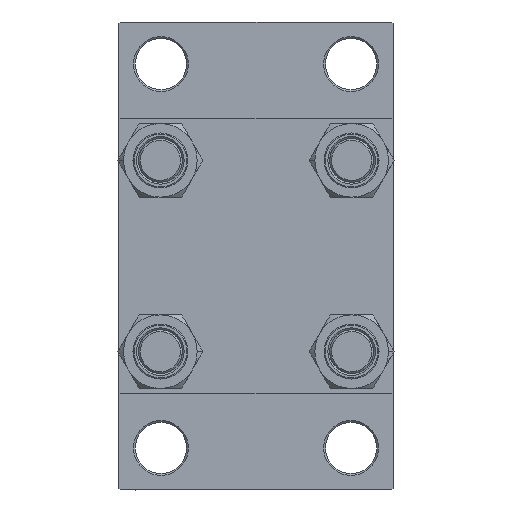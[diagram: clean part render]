
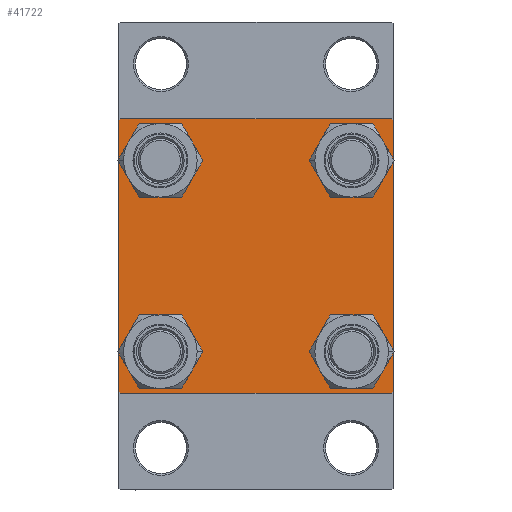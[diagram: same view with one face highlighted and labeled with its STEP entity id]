
A CAD part, left-side view. The second image highlights one B-rep face of the part: STEP entity #41722.
In plain terms, the highlighted planar face has unit normal (-1, 0, 0).
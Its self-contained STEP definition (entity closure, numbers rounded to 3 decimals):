
#168 = LINE ( 'NONE', #8036, #5986 ) ;
#288 = CARTESIAN_POINT ( 'NONE',  ( 0., 37., 37.5 ) ) ;
#344 = CARTESIAN_POINT ( 'NONE',  ( 0., 37.5, -37. ) ) ;
#683 = EDGE_CURVE ( 'NONE', #44211, #47147, #8633, .T. ) ;
#1672 = CIRCLE ( 'NONE', #16318, 6.5 ) ;
#1689 = ORIENTED_EDGE ( 'NONE', *, *, #683, .T. ) ;
#1795 = ORIENTED_EDGE ( 'NONE', *, *, #48663, .T. ) ;
#2783 = CARTESIAN_POINT ( 'NONE',  ( 0., -37., 37.5 ) ) ;
#3372 = CARTESIAN_POINT ( 'NONE',  ( 0., 37.25, -37.25 ) ) ;
#4116 = ORIENTED_EDGE ( 'NONE', *, *, #26763, .T. ) ;
#4207 = DIRECTION ( 'NONE',  ( 1., 0., 0. ) ) ;
#4367 = EDGE_CURVE ( 'NONE', #24946, #6101, #23764, .T. ) ;
#5986 = VECTOR ( 'NONE', #27359, 1000. ) ;
#6101 = VERTEX_POINT ( 'NONE', #47938 ) ;
#6107 = DIRECTION ( 'NONE',  ( 0., -1., 0. ) ) ;
#6173 = VERTEX_POINT ( 'NONE', #49887 ) ;
#6407 = DIRECTION ( 'NONE',  ( 0., 0., -1. ) ) ;
#6556 = VERTEX_POINT ( 'NONE', #31296 ) ;
#6682 = ORIENTED_EDGE ( 'NONE', *, *, #20932, .F. ) ;
#6698 = DIRECTION ( 'NONE',  ( 0., 0.707, 0.707 ) ) ;
#6895 = CARTESIAN_POINT ( 'NONE',  ( 0., -26.15, 26.15 ) ) ;
#7444 = CARTESIAN_POINT ( 'NONE',  ( 0., -26.15, -26.15 ) ) ;
#7487 = CIRCLE ( 'NONE', #9101, 6.5 ) ;
#7794 = DIRECTION ( 'NONE',  ( 1., 0., 0. ) ) ;
#7886 = LINE ( 'NONE', #8137, #32611 ) ;
#8036 = CARTESIAN_POINT ( 'NONE',  ( 0., -37.25, -37.25 ) ) ;
#8050 = VERTEX_POINT ( 'NONE', #17500 ) ;
#8137 = CARTESIAN_POINT ( 'NONE',  ( 0., 37.5, 37.5 ) ) ;
#8633 = LINE ( 'NONE', #42915, #20365 ) ;
#9070 = DIRECTION ( 'NONE',  ( 0., 0., 1. ) ) ;
#9101 = AXIS2_PLACEMENT_3D ( 'NONE', #20599, #31774, #27715 ) ;
#9419 = LINE ( 'NONE', #25191, #31538 ) ;
#9679 = VERTEX_POINT ( 'NONE', #22545 ) ;
#10259 = ORIENTED_EDGE ( 'NONE', *, *, #4367, .T. ) ;
#11129 = FACE_BOUND ( 'NONE', #14209, .T. ) ;
#11298 = CIRCLE ( 'NONE', #30782, 6.5 ) ;
#12081 = CARTESIAN_POINT ( 'NONE',  ( 0., 26.15, -26.15 ) ) ;
#12133 = DIRECTION ( 'NONE',  ( 1., 0., 0. ) ) ;
#12510 = ORIENTED_EDGE ( 'NONE', *, *, #14504, .T. ) ;
#12639 = CIRCLE ( 'NONE', #19164, 6.5 ) ;
#13252 = VERTEX_POINT ( 'NONE', #2783 ) ;
#14209 = EDGE_LOOP ( 'NONE', ( #42553, #1795 ) ) ;
#14334 = EDGE_CURVE ( 'NONE', #33659, #44202, #24365, .T. ) ;
#14504 = EDGE_CURVE ( 'NONE', #47147, #42976, #34007, .T. ) ;
#14700 = CARTESIAN_POINT ( 'NONE',  ( 0., 0., 0. ) ) ;
#15157 = EDGE_CURVE ( 'NONE', #27805, #9679, #11298, .T. ) ;
#16318 = AXIS2_PLACEMENT_3D ( 'NONE', #7444, #22704, #46025 ) ;
#17025 = ORIENTED_EDGE ( 'NONE', *, *, #34956, .T. ) ;
#17115 = LINE ( 'NONE', #17871, #50237 ) ;
#17500 = CARTESIAN_POINT ( 'NONE',  ( 0., -37.5, 37. ) ) ;
#17871 = CARTESIAN_POINT ( 'NONE',  ( 0., -37.5, 37.5 ) ) ;
#18414 = EDGE_CURVE ( 'NONE', #6556, #29504, #1672, .T. ) ;
#18518 = FACE_BOUND ( 'NONE', #38993, .T. ) ;
#18847 = DIRECTION ( 'NONE',  ( 0., -1., 0. ) ) ;
#19164 = AXIS2_PLACEMENT_3D ( 'NONE', #12081, #4207, #27596 ) ;
#20365 = VECTOR ( 'NONE', #24147, 1000. ) ;
#20599 = CARTESIAN_POINT ( 'NONE',  ( 0., 26.15, 26.15 ) ) ;
#20932 = EDGE_CURVE ( 'NONE', #44211, #13252, #7886, .T. ) ;
#21220 = EDGE_CURVE ( 'NONE', #29504, #6556, #25331, .T. ) ;
#21832 = CARTESIAN_POINT ( 'NONE',  ( 0., 26.15, 26.15 ) ) ;
#21973 = VECTOR ( 'NONE', #49479, 1000. ) ;
#22128 = EDGE_CURVE ( 'NONE', #44202, #33659, #7487, .T. ) ;
#22545 = CARTESIAN_POINT ( 'NONE',  ( 0., -26.15, 19.65 ) ) ;
#22704 = DIRECTION ( 'NONE',  ( 1., 0., 0. ) ) ;
#22790 = CARTESIAN_POINT ( 'NONE',  ( 0., -26.15, -26.15 ) ) ;
#23092 = FACE_BOUND ( 'NONE', #24825, .T. ) ;
#23223 = VECTOR ( 'NONE', #6698, 1000. ) ;
#23280 = ORIENTED_EDGE ( 'NONE', *, *, #25980, .T. ) ;
#23764 = CIRCLE ( 'NONE', #25340, 6.5 ) ;
#23808 = DIRECTION ( 'NONE',  ( 0., 0., 1. ) ) ;
#24147 = DIRECTION ( 'NONE',  ( 0., 0.707, -0.707 ) ) ;
#24365 = CIRCLE ( 'NONE', #26009, 6.5 ) ;
#24825 = EDGE_LOOP ( 'NONE', ( #4116, #10259 ) ) ;
#24946 = VERTEX_POINT ( 'NONE', #30930 ) ;
#25008 = VECTOR ( 'NONE', #34626, 1000. ) ;
#25191 = CARTESIAN_POINT ( 'NONE',  ( 0., 37.5, -37.5 ) ) ;
#25331 = CIRCLE ( 'NONE', #42315, 6.5 ) ;
#25340 = AXIS2_PLACEMENT_3D ( 'NONE', #27115, #7794, #23808 ) ;
#25531 = CARTESIAN_POINT ( 'NONE',  ( 0., -37.25, 37.25 ) ) ;
#25980 = EDGE_CURVE ( 'NONE', #8050, #13252, #48854, .T. ) ;
#26009 = AXIS2_PLACEMENT_3D ( 'NONE', #21832, #48727, #36561 ) ;
#26593 = DIRECTION ( 'NONE',  ( 0., 0., 1. ) ) ;
#26656 = CARTESIAN_POINT ( 'NONE',  ( 0., 37., -37.5 ) ) ;
#26763 = EDGE_CURVE ( 'NONE', #6101, #24946, #12639, .T. ) ;
#27115 = CARTESIAN_POINT ( 'NONE',  ( 0., 26.15, -26.15 ) ) ;
#27359 = DIRECTION ( 'NONE',  ( 0., -0.707, 0.707 ) ) ;
#27596 = DIRECTION ( 'NONE',  ( 0., 0., 1. ) ) ;
#27715 = DIRECTION ( 'NONE',  ( 0., 0., 1. ) ) ;
#27805 = VERTEX_POINT ( 'NONE', #36967 ) ;
#28139 = CARTESIAN_POINT ( 'NONE',  ( 0., -26.15, 26.15 ) ) ;
#29504 = VERTEX_POINT ( 'NONE', #34387 ) ;
#30033 = DIRECTION ( 'NONE',  ( 0., 0., 1. ) ) ;
#30156 = DIRECTION ( 'NONE',  ( 1., 0., 0. ) ) ;
#30199 = DIRECTION ( 'NONE',  ( -1., 0., 0. ) ) ;
#30339 = VERTEX_POINT ( 'NONE', #26656 ) ;
#30539 = DIRECTION ( 'NONE',  ( 1., 0., 0. ) ) ;
#30569 = EDGE_LOOP ( 'NONE', ( #45774, #35128 ) ) ;
#30782 = AXIS2_PLACEMENT_3D ( 'NONE', #6895, #30539, #30033 ) ;
#30930 = CARTESIAN_POINT ( 'NONE',  ( 0., 26.15, -32.65 ) ) ;
#30958 = PLANE ( 'NONE',  #38108 ) ;
#31296 = CARTESIAN_POINT ( 'NONE',  ( 0., -26.15, -19.65 ) ) ;
#31538 = VECTOR ( 'NONE', #6107, 1000. ) ;
#31774 = DIRECTION ( 'NONE',  ( 1., 0., 0. ) ) ;
#32611 = VECTOR ( 'NONE', #18847, 1000. ) ;
#33142 = CIRCLE ( 'NONE', #35571, 6.5 ) ;
#33659 = VERTEX_POINT ( 'NONE', #39298 ) ;
#33989 = FACE_BOUND ( 'NONE', #30569, .T. ) ;
#34007 = LINE ( 'NONE', #46421, #21973 ) ;
#34387 = CARTESIAN_POINT ( 'NONE',  ( 0., -26.15, -32.65 ) ) ;
#34626 = DIRECTION ( 'NONE',  ( 0., -0.707, -0.707 ) ) ;
#34956 = EDGE_CURVE ( 'NONE', #42976, #30339, #37937, .T. ) ;
#35128 = ORIENTED_EDGE ( 'NONE', *, *, #21220, .T. ) ;
#35245 = EDGE_CURVE ( 'NONE', #30339, #43333, #9419, .T. ) ;
#35357 = ORIENTED_EDGE ( 'NONE', *, *, #37450, .T. ) ;
#35571 = AXIS2_PLACEMENT_3D ( 'NONE', #28139, #12133, #9070 ) ;
#36561 = DIRECTION ( 'NONE',  ( 0., 0., 1. ) ) ;
#36967 = CARTESIAN_POINT ( 'NONE',  ( 0., -26.15, 32.65 ) ) ;
#37450 = EDGE_CURVE ( 'NONE', #43333, #6173, #168, .T. ) ;
#37937 = LINE ( 'NONE', #3372, #25008 ) ;
#38108 = AXIS2_PLACEMENT_3D ( 'NONE', #14700, #30199, #38562 ) ;
#38562 = DIRECTION ( 'NONE',  ( 0., 0., 1. ) ) ;
#38685 = ORIENTED_EDGE ( 'NONE', *, *, #35245, .T. ) ;
#38806 = FACE_OUTER_BOUND ( 'NONE', #40593, .T. ) ;
#38895 = CARTESIAN_POINT ( 'NONE',  ( 0., 26.15, 32.65 ) ) ;
#38993 = EDGE_LOOP ( 'NONE', ( #49669, #39684 ) ) ;
#39298 = CARTESIAN_POINT ( 'NONE',  ( 0., 26.15, 19.65 ) ) ;
#39684 = ORIENTED_EDGE ( 'NONE', *, *, #14334, .T. ) ;
#40593 = EDGE_LOOP ( 'NONE', ( #12510, #17025, #38685, #35357, #48788, #23280, #6682, #1689 ) ) ;
#41722 = ADVANCED_FACE ( 'NONE', ( #11129, #33989, #23092, #18518, #38806 ), #30958, .T. ) ;
#42315 = AXIS2_PLACEMENT_3D ( 'NONE', #22790, #30156, #26593 ) ;
#42553 = ORIENTED_EDGE ( 'NONE', *, *, #15157, .T. ) ;
#42915 = CARTESIAN_POINT ( 'NONE',  ( 0., 37.25, 37.25 ) ) ;
#42976 = VERTEX_POINT ( 'NONE', #344 ) ;
#43333 = VERTEX_POINT ( 'NONE', #47730 ) ;
#44202 = VERTEX_POINT ( 'NONE', #38895 ) ;
#44211 = VERTEX_POINT ( 'NONE', #288 ) ;
#45230 = EDGE_CURVE ( 'NONE', #8050, #6173, #17115, .T. ) ;
#45774 = ORIENTED_EDGE ( 'NONE', *, *, #18414, .T. ) ;
#46025 = DIRECTION ( 'NONE',  ( 0., 0., 1. ) ) ;
#46421 = CARTESIAN_POINT ( 'NONE',  ( 0., 37.5, 37.5 ) ) ;
#47003 = CARTESIAN_POINT ( 'NONE',  ( 0., 37.5, 37. ) ) ;
#47147 = VERTEX_POINT ( 'NONE', #47003 ) ;
#47730 = CARTESIAN_POINT ( 'NONE',  ( 0., -37., -37.5 ) ) ;
#47938 = CARTESIAN_POINT ( 'NONE',  ( 0., 26.15, -19.65 ) ) ;
#48663 = EDGE_CURVE ( 'NONE', #9679, #27805, #33142, .T. ) ;
#48727 = DIRECTION ( 'NONE',  ( 1., 0., 0. ) ) ;
#48788 = ORIENTED_EDGE ( 'NONE', *, *, #45230, .F. ) ;
#48854 = LINE ( 'NONE', #25531, #23223 ) ;
#49479 = DIRECTION ( 'NONE',  ( 0., 0., -1. ) ) ;
#49669 = ORIENTED_EDGE ( 'NONE', *, *, #22128, .T. ) ;
#49887 = CARTESIAN_POINT ( 'NONE',  ( 0., -37.5, -37. ) ) ;
#50237 = VECTOR ( 'NONE', #6407, 1000. ) ;
